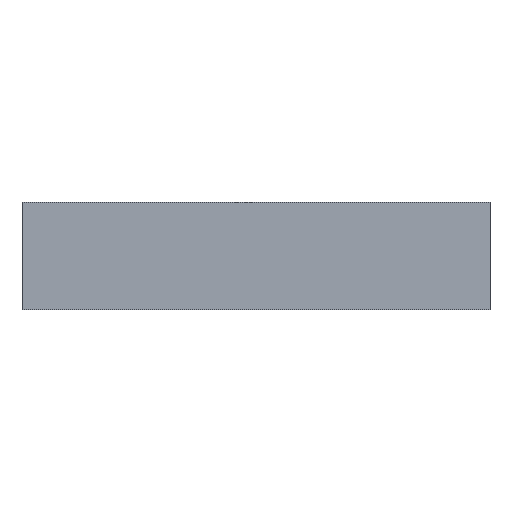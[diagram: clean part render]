
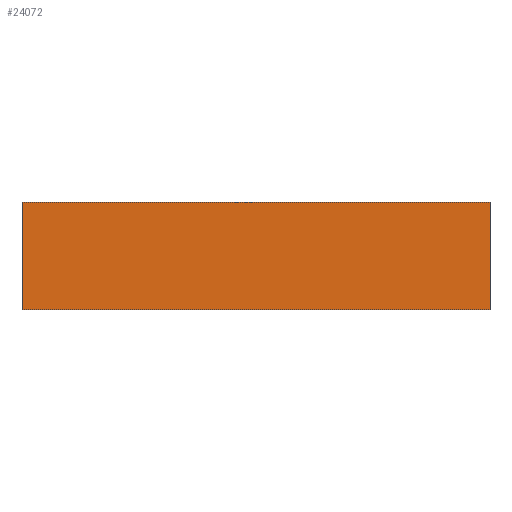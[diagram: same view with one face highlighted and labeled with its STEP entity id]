
A CAD part, front view. The second image highlights one B-rep face of the part: STEP entity #24072.
In plain terms, the highlighted planar face has unit normal (0, -1, 0).
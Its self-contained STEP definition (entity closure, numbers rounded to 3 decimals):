
#1734 = CARTESIAN_POINT ( 'NONE',  ( 284., -20., 65. ) ) ;
#1775 = VECTOR ( 'NONE', #28697, 1000. ) ;
#1830 = CARTESIAN_POINT ( 'NONE',  ( -284., -20., -65. ) ) ;
#2048 = EDGE_CURVE ( 'NONE', #5079, #16988, #12344, .T. ) ;
#2850 = CARTESIAN_POINT ( 'NONE',  ( -284., -20., 65. ) ) ;
#3418 = CARTESIAN_POINT ( 'NONE',  ( 284., -20., -65. ) ) ;
#4801 = EDGE_CURVE ( 'NONE', #16988, #5337, #19627, .T. ) ;
#5079 = VERTEX_POINT ( 'NONE', #5271 ) ;
#5271 = CARTESIAN_POINT ( 'NONE',  ( -284., -20., 65. ) ) ;
#5337 = VERTEX_POINT ( 'NONE', #3418 ) ;
#6029 = DIRECTION ( 'NONE',  ( 0., 0., -1. ) ) ;
#8571 = LINE ( 'NONE', #2850, #9484 ) ;
#8714 = CARTESIAN_POINT ( 'NONE',  ( 0., -20., 0. ) ) ;
#9484 = VECTOR ( 'NONE', #29766, 1000. ) ;
#12344 = LINE ( 'NONE', #17723, #1775 ) ;
#13084 = DIRECTION ( 'NONE',  ( 0., 0., 1. ) ) ;
#13610 = CARTESIAN_POINT ( 'NONE',  ( 284., -20., 65. ) ) ;
#14669 = ORIENTED_EDGE ( 'NONE', *, *, #23668, .T. ) ;
#14934 = VERTEX_POINT ( 'NONE', #1734 ) ;
#15177 = VECTOR ( 'NONE', #13084, 1000. ) ;
#15185 = ORIENTED_EDGE ( 'NONE', *, *, #2048, .T. ) ;
#16988 = VERTEX_POINT ( 'NONE', #1830 ) ;
#17635 = CARTESIAN_POINT ( 'NONE',  ( -284., -20., -65. ) ) ;
#17723 = CARTESIAN_POINT ( 'NONE',  ( -284., -20., 65. ) ) ;
#18455 = EDGE_CURVE ( 'NONE', #14934, #5079, #8571, .T. ) ;
#19627 = LINE ( 'NONE', #17635, #34569 ) ;
#19647 = DIRECTION ( 'NONE',  ( 0., -1., 0. ) ) ;
#19777 = AXIS2_PLACEMENT_3D ( 'NONE', #8714, #19647, #6029 ) ;
#19985 = DIRECTION ( 'NONE',  ( 1., 0., 0. ) ) ;
#22359 = PLANE ( 'NONE',  #19777 ) ;
#22855 = ORIENTED_EDGE ( 'NONE', *, *, #18455, .T. ) ;
#23668 = EDGE_CURVE ( 'NONE', #5337, #14934, #29250, .T. ) ;
#24072 = ADVANCED_FACE ( 'NONE', ( #25043 ), #22359, .T. ) ;
#24245 = ORIENTED_EDGE ( 'NONE', *, *, #4801, .T. ) ;
#25043 = FACE_OUTER_BOUND ( 'NONE', #29081, .T. ) ;
#28697 = DIRECTION ( 'NONE',  ( 0., 0., -1. ) ) ;
#29081 = EDGE_LOOP ( 'NONE', ( #15185, #24245, #14669, #22855 ) ) ;
#29250 = LINE ( 'NONE', #13610, #15177 ) ;
#29766 = DIRECTION ( 'NONE',  ( -1., 0., 0. ) ) ;
#34569 = VECTOR ( 'NONE', #19985, 1000. ) ;
